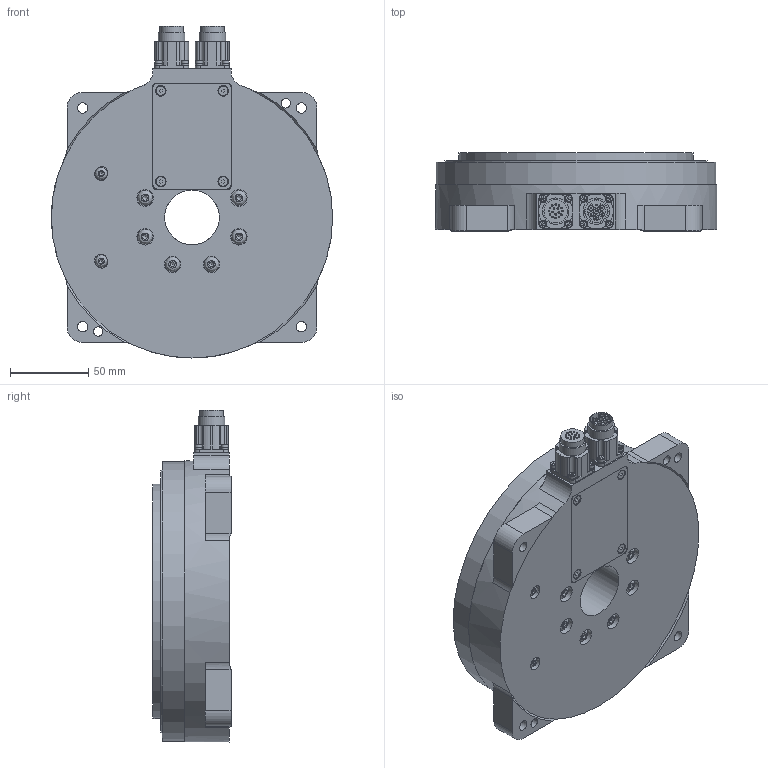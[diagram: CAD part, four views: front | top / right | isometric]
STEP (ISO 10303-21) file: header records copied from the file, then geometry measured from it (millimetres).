
FILE_DESCRIPTION (( 'STEP AP203' ), '1' );
FILE_NAME ('DMN71G(H).STEP', '2019-08-26T08:25:20', ( '' ), ( '' ), 'SwSTEP 2.0', 'SolidWorks 2015', '' );
FILE_SCHEMA (( 'CONFIG_CONTROL_DESIGN' ));
Length unit declared in the file: millimetre
Products named in the file (1): DMN71G(H)
Bounding box: 180 x 50 x 212.5 mm (x, y, z)
Volume: 1199772.2 mm3; surface area: 105176.1 mm2
Topology: 1 solids, 7 shells, 1139 faces, 2912 edges, 1934 vertices
Faces by surface type: plane 653, cylinder 252, bspline 174, cone 54, torus 6
Full cylindrical faces by diameter (mm): 0.5 x15, 1 x25, 2 x1, 2.5 x8, 2.7 x8, 3 x2, 3.2 x8, 4 x2, 4.2 x6, 4.5 x8, 5 x1, 5.5 x10, 6 x2, 6.5 x6, 6.6 x4, 7.6 x2, 9.5 x6, 10.5 x6, 11 x4, 14.1 x1, 15 x2, 17 x2, 35 x1, 109 x1, 110 x1, 150 x1, 152 x1, 168 x1, 179 x1, 180 x1
Entity records: 39370 total; most frequent: CARTESIAN_POINT 14319, ORIENTED_EDGE 5142, DIRECTION 4615, EDGE_CURVE 2571, VERTEX_POINT 1792, AXIS2_PLACEMENT_3D 1588, EDGE_LOOP 1519, VECTOR 1439
